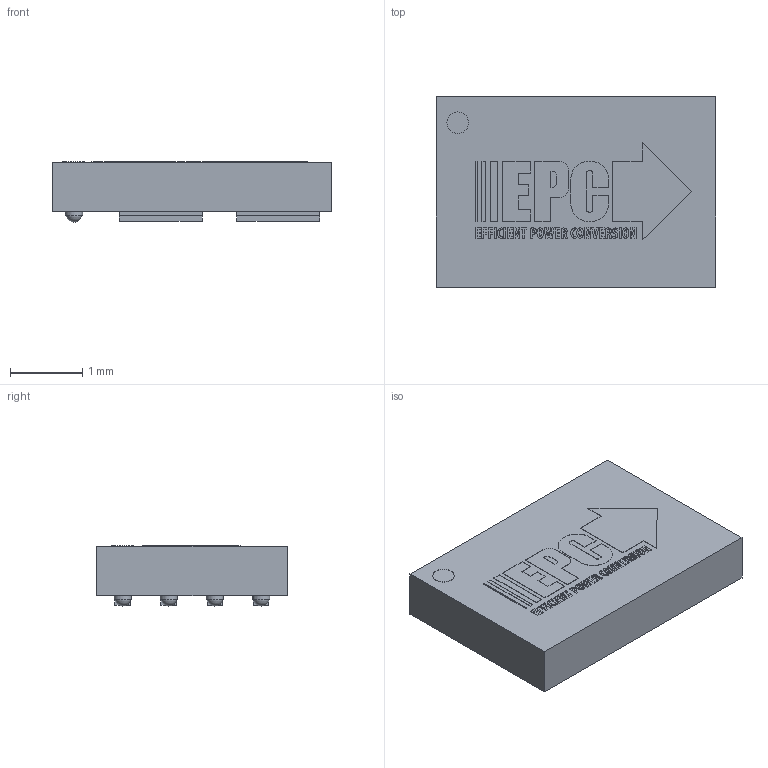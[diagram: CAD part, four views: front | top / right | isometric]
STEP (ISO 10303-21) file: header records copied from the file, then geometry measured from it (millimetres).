
FILE_DESCRIPTION(('FreeCAD Model'),'2;1');
FILE_NAME('Open CASCADE Shape Model','2023-11-27T11:42:43',(''),(''), 'Open CASCADE STEP processor 7.6','FreeCAD','Unknown');
FILE_SCHEMA(('AUTOMOTIVE_DESIGN { 1 0 10303 214 1 1 1 1 }'));
Length unit declared in the file: millimetre
Products named in the file (67): D0122; EPClogo3mm; Extrude024; Extrude; Extrude001; Extrude002; Extrude003; Extrude004; Extrude005; Extrude006; Extrude007; Extrude008; Extrude009; Extrude010; Extrude011; Extrude012; Extrude013; Extrude014; Extrude015; Extrude016; Extrude017; Extrude018; Extrude019; Extrude020; Extrude021; Extrude022; Extrude023; Green008; Green001; Green002; Green003; Green004; Green005; Green006; Green007; 5948075088; Cylinder; 5948076608; Extruded; 5948077568 ...
Assembly tree (86 placements, depth 4):
  D0122
    EPClogo3mm
      Extrude024
        Extrude
        Extrude001
        Extrude002
        Extrude003
        Extrude004
        Extrude005
        Extrude006
        Extrude007
        Extrude008
        Extrude009
        Extrude010
        Extrude011
        Extrude012
        Extrude013
        Extrude014
        Extrude015
        Extrude016
        Extrude017
        Extrude018
        Extrude019
        Extrude020
        Extrude021
        Extrude022
        Extrude023
      Green008
        Green001
        Green002
        Green003
        Green004
        Green005
        Green006
        Green007
    5948075088
      Cylinder
    5948076608
      Extruded
    5948077568
      Extruded001
    5948075568
      Extruded002
    5948077568001
      Extruded001
    5948075568001
      Extruded002
    5948075568002
      Extruded002
    5948077568002
      Extruded001
    5948075568003
      Extruded002
    5948077568003
      Extruded001
    5948075568004
      Extruded002
    5948077568004
      Extruded001
    5948075568005
Bounding box: 3.88 x 2.64 x 0.84 mm (x, y, z)
Volume: 7.3 mm3; surface area: 46 mm2
Topology: 57 solids, 57 shells, 605 faces, 1497 edges, 998 vertices
Faces by surface type: plane 340, bspline 152, extrusion 104, cylinder 5, sphere 4
Full cylindrical faces by diameter (mm): 0.24 x4, 0.3 x1
Entity records: 17187 total; most frequent: CARTESIAN_POINT 4583, ORIENTED_EDGE 2616, DIRECTION 1474, EDGE_CURVE 1308, VERTEX_POINT 873, VECTOR 786, B_SPLINE_CURVE_WITH_KNOTS 726, LINE 682
